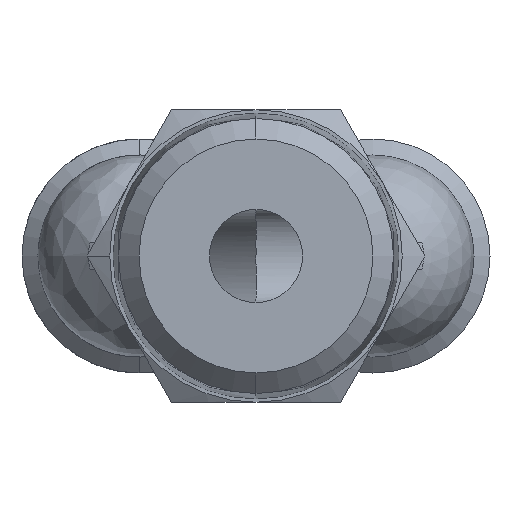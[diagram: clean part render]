
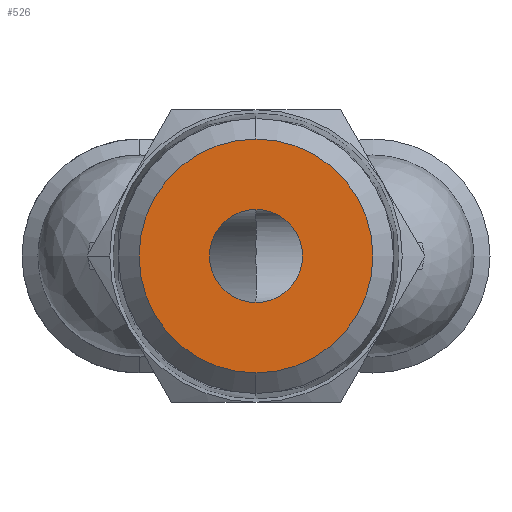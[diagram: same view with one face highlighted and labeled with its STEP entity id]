
A CAD part, front view. The second image highlights one B-rep face of the part: STEP entity #526.
In plain terms, the highlighted planar face has unit normal (0, -1, 0).
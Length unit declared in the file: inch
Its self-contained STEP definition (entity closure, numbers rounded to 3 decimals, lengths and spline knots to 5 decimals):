
#3 = ORIENTED_EDGE ( 'NONE', *, *, #3402, .T. ) ;
#227 = CARTESIAN_POINT ( 'NONE',  ( 0., -0.80709, -0.34633 ) ) ;
#251 = DIRECTION ( 'NONE',  ( 0., 1., 0. ) ) ;
#264 = DIRECTION ( 'NONE',  ( 0., 1., 0. ) ) ;
#526 = ADVANCED_FACE ( 'NONE', ( #1373, #5748 ), #1819, .T. ) ;
#1341 = EDGE_CURVE ( 'NONE', #6172, #2436, #5754, .T. ) ;
#1373 = FACE_BOUND ( 'NONE', #5639, .T. ) ;
#1492 = DIRECTION ( 'NONE',  ( 0., 0., -1. ) ) ;
#1530 = CARTESIAN_POINT ( 'NONE',  ( 0., -0.80709, 0.34633 ) ) ;
#1562 = DIRECTION ( 'NONE',  ( 0., -1., 0. ) ) ;
#1571 = AXIS2_PLACEMENT_3D ( 'NONE', #5942, #6188, #5273 ) ;
#1604 = CARTESIAN_POINT ( 'NONE',  ( -0.17317, -0.80709, 0. ) ) ;
#1819 = PLANE ( 'NONE',  #4021 ) ;
#2073 = CARTESIAN_POINT ( 'NONE',  ( -0.1378, -0.80709, 0. ) ) ;
#2281 = DIRECTION ( 'NONE',  ( 0., 1., 0. ) ) ;
#2436 = VERTEX_POINT ( 'NONE', #1530 ) ;
#2488 = CIRCLE ( 'NONE', #5157, 0.1378 ) ;
#2619 = ORIENTED_EDGE ( 'NONE', *, *, #4516, .T. ) ;
#3247 = ORIENTED_EDGE ( 'NONE', *, *, #1341, .F. ) ;
#3325 = CARTESIAN_POINT ( 'NONE',  ( 0., -0.80709, 0. ) ) ;
#3339 = CARTESIAN_POINT ( 'NONE',  ( 0., -0.80709, 0. ) ) ;
#3395 = EDGE_CURVE ( 'NONE', #2436, #6172, #6663, .T. ) ;
#3402 = EDGE_CURVE ( 'NONE', #4996, #6679, #5297, .T. ) ;
#3866 = DIRECTION ( 'NONE',  ( -1., 0., 0. ) ) ;
#3875 = DIRECTION ( 'NONE',  ( -1., 0., 0. ) ) ;
#4021 = AXIS2_PLACEMENT_3D ( 'NONE', #1604, #1562, #1492 ) ;
#4159 = AXIS2_PLACEMENT_3D ( 'NONE', #5439, #2281, #5982 ) ;
#4511 = AXIS2_PLACEMENT_3D ( 'NONE', #3325, #251, #3866 ) ;
#4516 = EDGE_CURVE ( 'NONE', #6679, #4996, #2488, .T. ) ;
#4892 = EDGE_LOOP ( 'NONE', ( #6530, #3247 ) ) ;
#4996 = VERTEX_POINT ( 'NONE', #5925 ) ;
#5157 = AXIS2_PLACEMENT_3D ( 'NONE', #3339, #264, #3875 ) ;
#5273 = DIRECTION ( 'NONE',  ( 0., 0., 1. ) ) ;
#5297 = CIRCLE ( 'NONE', #4511, 0.1378 ) ;
#5439 = CARTESIAN_POINT ( 'NONE',  ( 0., -0.80709, 0. ) ) ;
#5639 = EDGE_LOOP ( 'NONE', ( #2619, #3 ) ) ;
#5748 = FACE_OUTER_BOUND ( 'NONE', #4892, .T. ) ;
#5754 = CIRCLE ( 'NONE', #1571, 0.34633 ) ;
#5925 = CARTESIAN_POINT ( 'NONE',  ( 0.1378, -0.80709, 0. ) ) ;
#5942 = CARTESIAN_POINT ( 'NONE',  ( 0., -0.80709, 0. ) ) ;
#5982 = DIRECTION ( 'NONE',  ( 0., 0., 1. ) ) ;
#6172 = VERTEX_POINT ( 'NONE', #227 ) ;
#6188 = DIRECTION ( 'NONE',  ( 0., 1., 0. ) ) ;
#6530 = ORIENTED_EDGE ( 'NONE', *, *, #3395, .F. ) ;
#6663 = CIRCLE ( 'NONE', #4159, 0.34633 ) ;
#6679 = VERTEX_POINT ( 'NONE', #2073 ) ;
